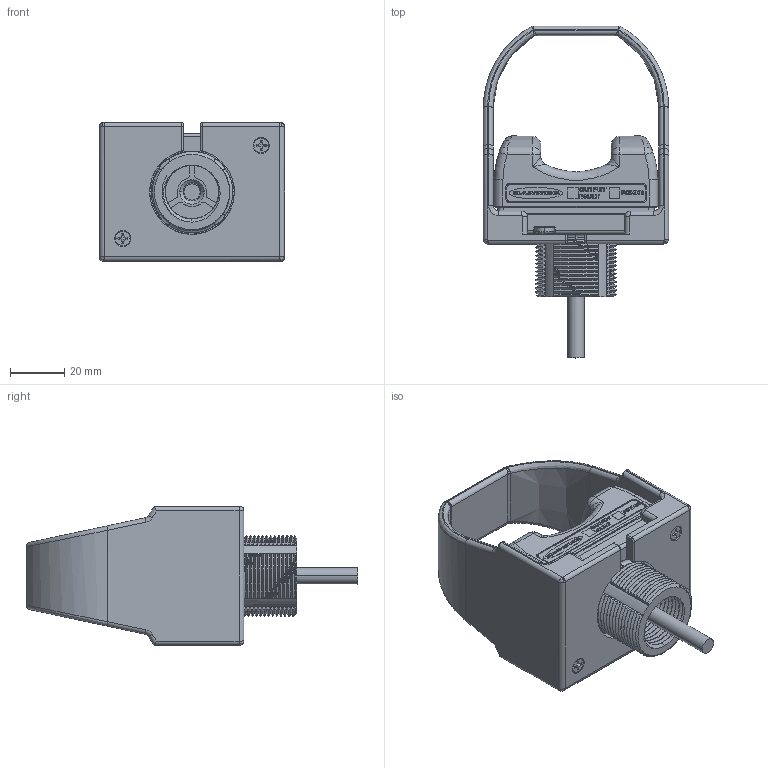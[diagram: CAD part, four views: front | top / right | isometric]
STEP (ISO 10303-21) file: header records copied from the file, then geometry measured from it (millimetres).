
FILE_DESCRIPTION((''),'2;1');
FILE_NAME('215160_SM01_ASM','2022-01-19T15:37:51',('PDMAdmin'),('BANNER ENGINEERING'),'CREO PARAMETRIC BY PTC INC, 2019292','CREO PARAMETRIC BY PTC INC, 2019292','');
FILE_SCHEMA(('CONFIG_CONTROL_DESIGN'));
Products named in the file (4): 215160_EP01; 213128_SM01; 215340; 215160_SM01_ASM
Assembly tree (4 placements, depth 2):
  215160_SM01_ASM
    215160_EP01
    213128_SM01
    215340  x2
Bounding box: 68 x 121.86 x 51 mm (x, y, z)
Volume: 118133.6 mm3; surface area: 41877.5 mm2
Topology: 2 solids, 4 shells, 1699 faces, 5194 edges, 3527 vertices
Faces by surface type: plane 592, cylinder 550, bspline 323, cone 101, extrusion 81, torus 36, sphere 16
Entity records: 76474 total; most frequent: CARTESIAN_POINT 36642, ORIENTED_EDGE 8981, DIRECTION 7000, EDGE_CURVE 4671, VERTEX_POINT 3116, VECTOR 2422, LINE 2341, AXIS2_PLACEMENT_3D 2289
